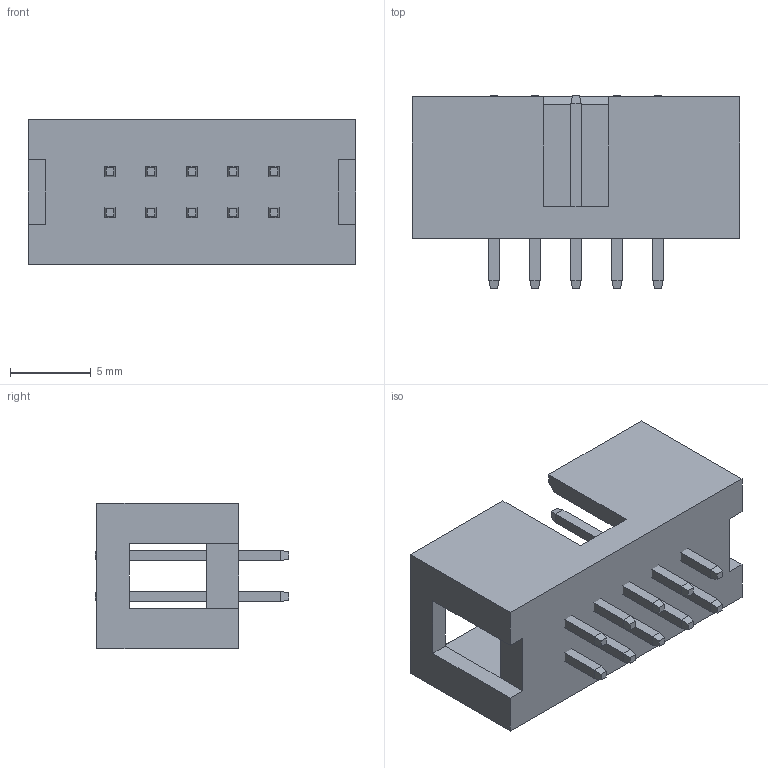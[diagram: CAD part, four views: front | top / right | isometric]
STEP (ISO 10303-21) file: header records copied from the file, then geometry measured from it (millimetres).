
FILE_DESCRIPTION (( 'STEP AP214' ), '1' );
FILE_NAME ('DS1013.STEP', '2023-01-13T08:55:58', ( '' ), ( '' ), 'SwSTEP 2.0', 'SolidWorks 2018', '' );
FILE_SCHEMA (( 'AUTOMOTIVE_DESIGN' ));
Length unit declared in the file: millimetre
Products named in the file (3): Pin^DS1013; DS1013; Body^DS1013
Assembly tree (11 placements, depth 2):
  DS1013
    Body^DS1013
    Pin^DS1013  x10
Bounding box: 20.3 x 12 x 9 mm (x, y, z)
Volume: 723.2 mm3; surface area: 1427.6 mm2
Topology: 11 solids, 11 shells, 167 faces, 359 edges, 210 vertices
Faces by surface type: plane 167
Entity records: 1403 total; most frequent: CARTESIAN_POINT 228, DIRECTION 217, ORIENTED_EDGE 214, VECTOR 107, LINE 107, EDGE_CURVE 107, VERTEX_POINT 66, AXIS2_PLACEMENT_3D 55
